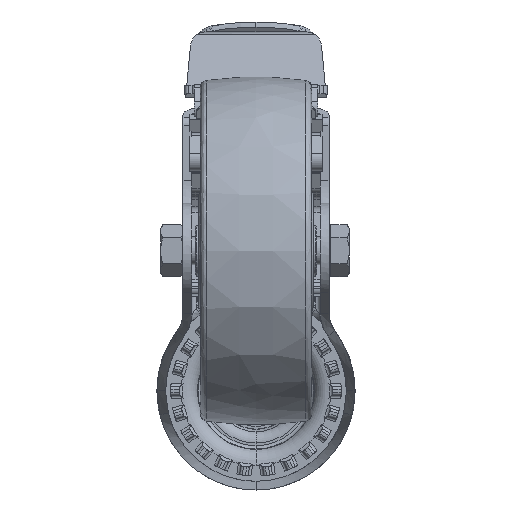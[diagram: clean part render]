
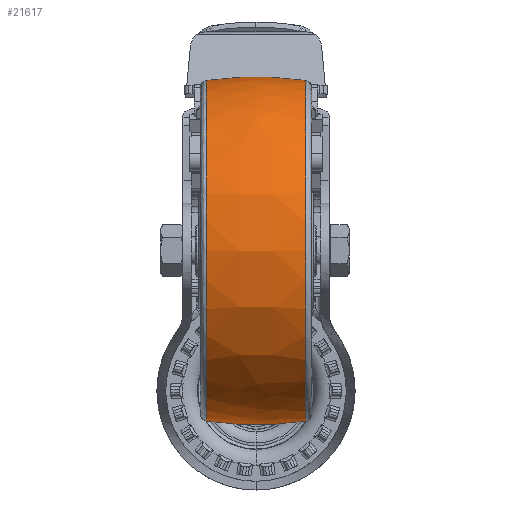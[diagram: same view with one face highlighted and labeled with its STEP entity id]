
A CAD part, front view. The second image highlights one B-rep face of the part: STEP entity #21617.
In plain terms, the highlighted free-form (B-spline) face has degree [3, 3] with [4, 4] control points.
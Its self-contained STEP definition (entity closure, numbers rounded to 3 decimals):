
#131 = AXIS2_PLACEMENT_3D ( 'NONE', #10961, #50986, #16698 ) ;
#2748 = FACE_OUTER_BOUND ( 'NONE', #21322, .T. ) ;
#3839 = CARTESIAN_POINT ( 'NONE',  ( -4.795, -100.688, 50.344 ) ) ;
#4614 =( BOUNDED_SURFACE ( )  B_SPLINE_SURFACE ( 3, 3, ( 
 ( #72298, #26669, #66784, #32395 ),
 ( #72560, #38126, #3839, #43876 ),
 ( #9626, #49652, #15370, #55441 ),
 ( #21135, #61264, #26923, #67040 ) ),
 .UNSPECIFIED., .F., .F., .F. ) 
 B_SPLINE_SURFACE_WITH_KNOTS ( ( 4, 4 ),
 ( 4, 4 ),
 ( 0., 1. ),
 ( 0., 1. ),
 .UNSPECIFIED. ) 
 GEOMETRIC_REPRESENTATION_ITEM ( )  RATIONAL_B_SPLINE_SURFACE ( (
 ( 1., 0.333, 0.333, 1.),
 ( 0.993, 0.331, 0.331, 0.993),
 ( 0.993, 0.331, 0.331, 0.993),
 ( 1., 0.333, 0.333, 1.) ) ) 
 REPRESENTATION_ITEM ( '' )  SURFACE ( )  );
#5385 = VERTEX_POINT ( 'NONE', #25006 ) ;
#8657 = CIRCLE ( 'NONE', #55400, 100. ) ;
#9150 = ORIENTED_EDGE ( 'NONE', *, *, #71852, .T. ) ;
#9626 = CARTESIAN_POINT ( 'NONE',  ( 4.795, 0., -50.344 ) ) ;
#10961 = CARTESIAN_POINT ( 'NONE',  ( 0., 0., -50. ) ) ;
#11383 = DIRECTION ( 'NONE',  ( -1., 0., 0. ) ) ;
#11541 = ORIENTED_EDGE ( 'NONE', *, *, #45556, .F. ) ;
#12809 = CARTESIAN_POINT ( 'NONE',  ( -14.286, 0., 0. ) ) ;
#14448 = ORIENTED_EDGE ( 'NONE', *, *, #67726, .T. ) ;
#15370 = CARTESIAN_POINT ( 'NONE',  ( 4.795, -100.688, 50.344 ) ) ;
#16375 = CIRCLE ( 'NONE', #28754, 48.974 ) ;
#16698 = DIRECTION ( 'NONE',  ( 0., 0., 1. ) ) ;
#18560 = DIRECTION ( 'NONE',  ( 0., 0., 1. ) ) ;
#21135 = CARTESIAN_POINT ( 'NONE',  ( 14.286, 0., -48.974 ) ) ;
#21322 = EDGE_LOOP ( 'NONE', ( #14448, #9150, #49077, #11541 ) ) ;
#21617 = ADVANCED_FACE ( 'NONE', ( #2748 ), #4614, .T. ) ;
#25006 = CARTESIAN_POINT ( 'NONE',  ( 14.286, 0., -48.974 ) ) ;
#26595 = DIRECTION ( 'NONE',  ( 0., -1., 0. ) ) ;
#26669 = CARTESIAN_POINT ( 'NONE',  ( -14.286, -97.949, -48.974 ) ) ;
#26923 = CARTESIAN_POINT ( 'NONE',  ( 14.286, -97.949, 48.974 ) ) ;
#27966 = CARTESIAN_POINT ( 'NONE',  ( -14.286, 0., -48.974 ) ) ;
#28754 = AXIS2_PLACEMENT_3D ( 'NONE', #45667, #11383, #51420 ) ;
#28888 = VERTEX_POINT ( 'NONE', #27966 ) ;
#31980 = AXIS2_PLACEMENT_3D ( 'NONE', #12809, #52860, #18560 ) ;
#32395 = CARTESIAN_POINT ( 'NONE',  ( -14.286, 0., 48.974 ) ) ;
#38126 = CARTESIAN_POINT ( 'NONE',  ( -4.795, -100.688, -50.344 ) ) ;
#43876 = CARTESIAN_POINT ( 'NONE',  ( -4.795, 0., 50.344 ) ) ;
#44547 = CIRCLE ( 'NONE', #131, 100. ) ;
#45556 = EDGE_CURVE ( 'NONE', #72260, #59240, #44547, .T. ) ;
#45667 = CARTESIAN_POINT ( 'NONE',  ( 14.286, 0., 0. ) ) ;
#46292 = CARTESIAN_POINT ( 'NONE',  ( 14.286, 0., 48.974 ) ) ;
#48000 = CARTESIAN_POINT ( 'NONE',  ( -14.286, 0., 48.974 ) ) ;
#49077 = ORIENTED_EDGE ( 'NONE', *, *, #49720, .T. ) ;
#49652 = CARTESIAN_POINT ( 'NONE',  ( 4.795, -100.688, -50.344 ) ) ;
#49720 = EDGE_CURVE ( 'NONE', #5385, #59240, #16375, .T. ) ;
#50986 = DIRECTION ( 'NONE',  ( 0., 1., 0. ) ) ;
#51420 = DIRECTION ( 'NONE',  ( 0., 0., 1. ) ) ;
#52860 = DIRECTION ( 'NONE',  ( 1., 0., 0. ) ) ;
#55400 = AXIS2_PLACEMENT_3D ( 'NONE', #60927, #26595, #66704 ) ;
#55441 = CARTESIAN_POINT ( 'NONE',  ( 4.795, 0., 50.344 ) ) ;
#58780 = CIRCLE ( 'NONE', #31980, 48.974 ) ;
#59240 = VERTEX_POINT ( 'NONE', #46292 ) ;
#60927 = CARTESIAN_POINT ( 'NONE',  ( 0., 0., 50. ) ) ;
#61264 = CARTESIAN_POINT ( 'NONE',  ( 14.286, -97.949, -48.974 ) ) ;
#66704 = DIRECTION ( 'NONE',  ( 0., 0., -1. ) ) ;
#66784 = CARTESIAN_POINT ( 'NONE',  ( -14.286, -97.949, 48.974 ) ) ;
#67040 = CARTESIAN_POINT ( 'NONE',  ( 14.286, 0., 48.974 ) ) ;
#67726 = EDGE_CURVE ( 'NONE', #72260, #28888, #58780, .T. ) ;
#71852 = EDGE_CURVE ( 'NONE', #28888, #5385, #8657, .T. ) ;
#72260 = VERTEX_POINT ( 'NONE', #48000 ) ;
#72298 = CARTESIAN_POINT ( 'NONE',  ( -14.286, 0., -48.974 ) ) ;
#72560 = CARTESIAN_POINT ( 'NONE',  ( -4.795, 0., -50.344 ) ) ;
